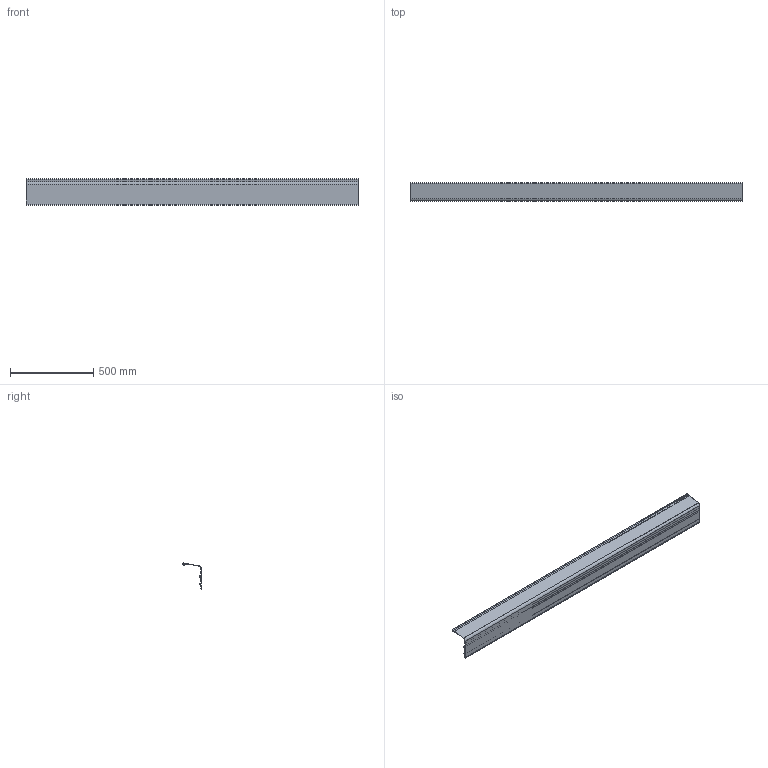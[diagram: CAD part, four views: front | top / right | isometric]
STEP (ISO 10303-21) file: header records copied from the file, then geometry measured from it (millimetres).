
FILE_DESCRIPTION(/* description */ (''),/* implementation_level */ '2;1');
FILE_NAME(/* name */ '11164.stp',/* time_stamp */ '2019-08-07T14:45:41+02:00',/* author */ ('Didierr'),/* organization */ (''),/* preprocessor_version */ 'ST-DEVELOPER v17.2',/* originating_system */ 'Autodesk Inventor 2019',/* authorisation */ '');
FILE_SCHEMA (('AUTOMOTIVE_DESIGN { 1 0 10303 214 3 1 1 }'));
Length unit declared in the file: millimetre
Products named in the file (1): 11164/200
Bounding box: 2000 x 111.97 x 156.95 mm (x, y, z)
Volume: 1290703.7 mm3; surface area: 1264552.2 mm2
Topology: 1 solids, 1 shells, 63 faces, 183 edges, 122 vertices
Faces by surface type: plane 36, cylinder 27
Entity records: 2203 total; most frequent: CARTESIAN_POINT 369, ORIENTED_EDGE 366, DIRECTION 365, EDGE_CURVE 183, LINE 129, VECTOR 129, VERTEX_POINT 122, AXIS2_PLACEMENT_3D 118
